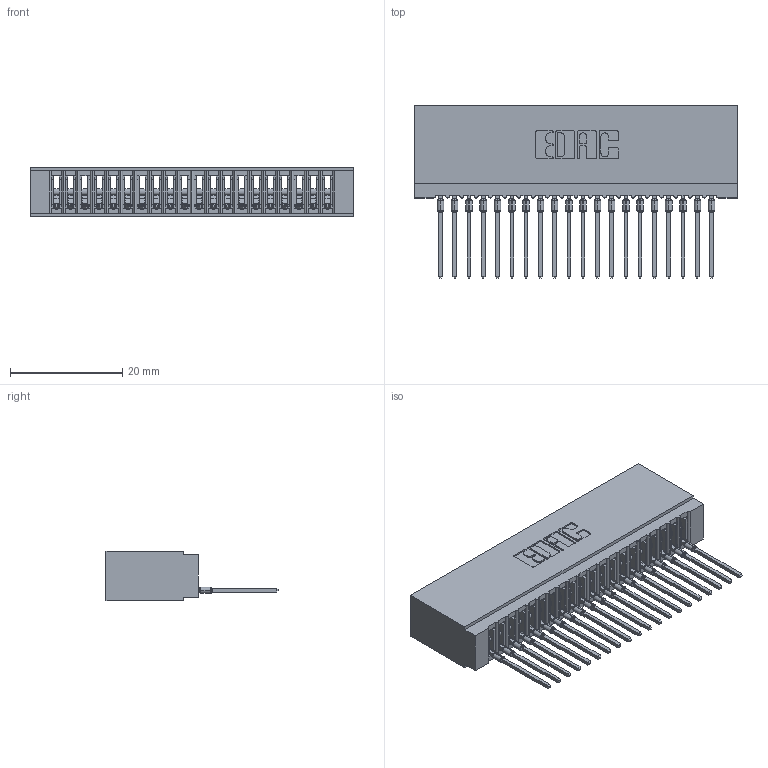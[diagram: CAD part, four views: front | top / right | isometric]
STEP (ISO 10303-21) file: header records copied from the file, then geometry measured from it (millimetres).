
FILE_DESCRIPTION (( 'STEP AP203' ), '1' );
FILE_NAME ('745-020-545-101.STEP', '2026-02-25T16:30:06', ( '' ), ( '' ), 'SwSTEP 2.0', 'SolidWorks 2023', '' );
FILE_SCHEMA (( 'CONFIG_CONTROL_DESIGN' ));
Length unit declared in the file: millimetre
Products named in the file (3): 745 Part_Insulator Option - 01; 745-292-001_545; 745-020-545-101
Assembly tree (21 placements, depth 2):
  745-020-545-101
    745 Part_Insulator Option - 01
    745-292-001_545  x20
Bounding box: 57.4 x 30.62 x 8.89 mm (x, y, z)
Volume: 5177.4 mm3; surface area: 9508.1 mm2
Topology: 21 solids, 21 shells, 2335 faces, 6418 edges, 4052 vertices
Faces by surface type: plane 1395, cylinder 420, bspline 400, torus 120
Entity records: 36034 total; most frequent: CARTESIAN_POINT 6851, ORIENTED_EDGE 6262, DIRECTION 5449, EDGE_CURVE 3131, VECTOR 2829, LINE 2829, VERTEX_POINT 2000, AXIS2_PLACEMENT_3D 1310
